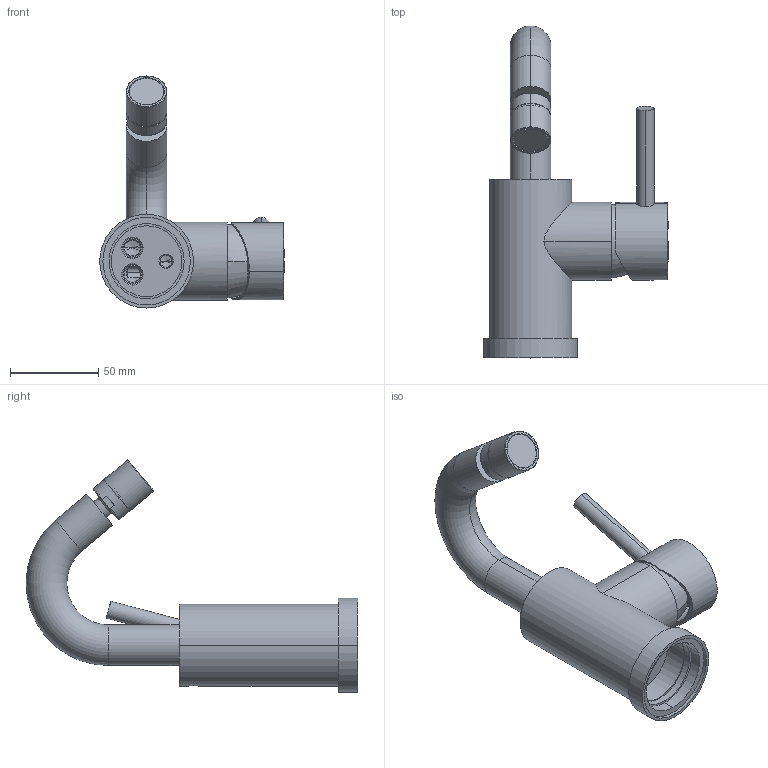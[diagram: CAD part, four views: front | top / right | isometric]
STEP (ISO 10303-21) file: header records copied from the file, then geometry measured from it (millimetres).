
FILE_DESCRIPTION((''),'2;1');
FILE_NAME('BI138CR','2021-04-26T13:29:00',('ut3'),('PAFFONI SpA'),'CREO PARAMETRIC BY PTC INC, 2020044','CREO PARAMETRIC BY PTC INC, 2020044','');
FILE_SCHEMA(('CONFIG_CONTROL_DESIGN','SHAPE_APPEARANCE_LAYERS_GROUPS'));
Length unit declared in the file: millimetre
Products named in the file (1): BI138CR
Bounding box: 104.35 x 187.6 x 131.23 mm (x, y, z)
Volume: 191449 mm3; surface area: 96809 mm2
Topology: 3 solids, 3 shells, 1154 faces, 3073 edges, 1944 vertices
Faces by surface type: plane 647, cylinder 312, cone 99, torus 78, sphere 12, bspline 6
Entity records: 47958 total; most frequent: CARTESIAN_POINT 11250, ORIENTED_EDGE 6098, DIRECTION 5854, EDGE_CURVE 3049, AXIS2_PLACEMENT_3D 2095, VERTEX_POINT 1944, VECTOR 1664, LINE 1664
